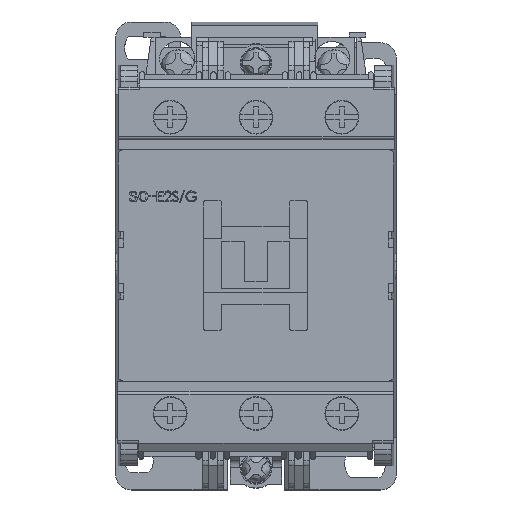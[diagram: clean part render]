
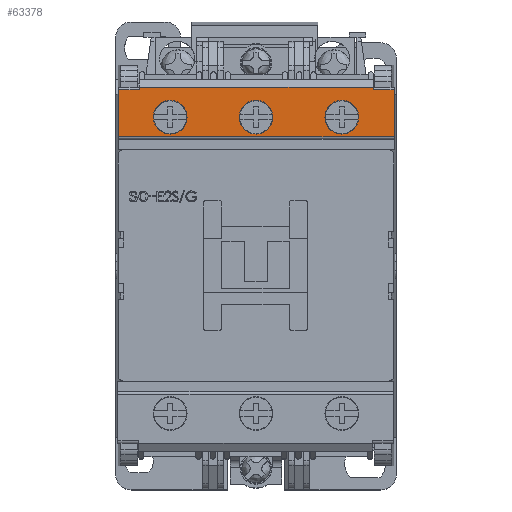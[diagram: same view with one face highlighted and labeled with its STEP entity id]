
A CAD part, top view. The second image highlights one B-rep face of the part: STEP entity #63378.
In plain terms, the highlighted planar face has unit normal (0, 0, 1).
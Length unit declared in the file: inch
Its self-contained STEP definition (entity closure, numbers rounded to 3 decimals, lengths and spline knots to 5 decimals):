
#3993 = DIRECTION ( 'NONE',  ( 0., 0., -1. ) ) ;
#4290 = EDGE_CURVE ( 'NONE', #57896, #5891, #43738, .T. ) ;
#5333 = DIRECTION ( 'NONE',  ( 0., -1., 0. ) ) ;
#5891 = VERTEX_POINT ( 'NONE', #99835 ) ;
#5972 = FACE_BOUND ( 'NONE', #23901, .T. ) ;
#6083 = CARTESIAN_POINT ( 'NONE',  ( 0.12795, 1.12205, 0.26772 ) ) ;
#6377 = CARTESIAN_POINT ( 'NONE',  ( -1.0405, 0.97441, 0.26772 ) ) ;
#8223 = LINE ( 'NONE', #64822, #47694 ) ;
#8426 = FACE_BOUND ( 'NONE', #15371, .T. ) ;
#8681 = CARTESIAN_POINT ( 'NONE',  ( 0.88864, 1.32874, 0.26772 ) ) ;
#9929 = CARTESIAN_POINT ( 'NONE',  ( -0.64961, 1.12205, 0.26772 ) ) ;
#10063 = CARTESIAN_POINT ( 'NONE',  ( 1.04612, 0.97441, 0.26772 ) ) ;
#10905 = CARTESIAN_POINT ( 'NONE',  ( -0.88301, 1.32874, 0.26772 ) ) ;
#11447 = CARTESIAN_POINT ( 'NONE',  ( 1.04612, 1.32874, 0.26772 ) ) ;
#14471 = AXIS2_PLACEMENT_3D ( 'NONE', #69963, #22787, #77859 ) ;
#14516 = AXIS2_PLACEMENT_3D ( 'NONE', #9929, #65025, #17804 ) ;
#15371 = EDGE_LOOP ( 'NONE', ( #90676, #16161 ) ) ;
#15715 = VECTOR ( 'NONE', #5333, 39.37008 ) ;
#16161 = ORIENTED_EDGE ( 'NONE', *, *, #83388, .T. ) ;
#17804 = DIRECTION ( 'NONE',  ( 1., 0., 0. ) ) ;
#18090 = CIRCLE ( 'NONE', #26408, 0.12795 ) ;
#19682 = LINE ( 'NONE', #10063, #100970 ) ;
#20320 = VECTOR ( 'NONE', #77392, 39.37008 ) ;
#20722 = ORIENTED_EDGE ( 'NONE', *, *, #70050, .T. ) ;
#21215 = ORIENTED_EDGE ( 'NONE', *, *, #4290, .T. ) ;
#21236 = CARTESIAN_POINT ( 'NONE',  ( 0., 1.12205, 0.26772 ) ) ;
#21664 = EDGE_CURVE ( 'NONE', #5891, #80832, #36689, .T. ) ;
#22440 = PLANE ( 'NONE',  #14471 ) ;
#22787 = DIRECTION ( 'NONE',  ( 0., 0., 1. ) ) ;
#23261 = AXIS2_PLACEMENT_3D ( 'NONE', #70446, #23296, #78328 ) ;
#23296 = DIRECTION ( 'NONE',  ( 0., 0., -1. ) ) ;
#23901 = EDGE_LOOP ( 'NONE', ( #98097, #71152 ) ) ;
#23958 = EDGE_CURVE ( 'NONE', #91615, #64289, #19682, .T. ) ;
#24686 = EDGE_CURVE ( 'NONE', #83579, #99855, #95195, .T. ) ;
#25060 = EDGE_CURVE ( 'NONE', #99855, #83579, #97469, .T. ) ;
#25101 = LINE ( 'NONE', #66101, #43560 ) ;
#25916 = DIRECTION ( 'NONE',  ( 0., -1., 0. ) ) ;
#26408 = AXIS2_PLACEMENT_3D ( 'NONE', #36635, #91664, #44534 ) ;
#26672 = CARTESIAN_POINT ( 'NONE',  ( 0.52165, 1.12205, 0.26772 ) ) ;
#27682 = CARTESIAN_POINT ( 'NONE',  ( 0.77756, 1.12205, 0.26772 ) ) ;
#28769 = CARTESIAN_POINT ( 'NONE',  ( -1.0405, 0.97441, 0.26772 ) ) ;
#29202 = DIRECTION ( 'NONE',  ( 1., 0., 0. ) ) ;
#31615 = DIRECTION ( 'NONE',  ( -1., 0., 0. ) ) ;
#33185 = DIRECTION ( 'NONE',  ( 0., 1., 0. ) ) ;
#34456 = DIRECTION ( 'NONE',  ( 0., 1., 0. ) ) ;
#36456 = CIRCLE ( 'NONE', #23261, 0.12795 ) ;
#36635 = CARTESIAN_POINT ( 'NONE',  ( 0.64961, 1.12205, 0.26772 ) ) ;
#36689 = LINE ( 'NONE', #28769, #15715 ) ;
#38575 = ORIENTED_EDGE ( 'NONE', *, *, #51126, .F. ) ;
#38838 = CIRCLE ( 'NONE', #14516, 0.12795 ) ;
#41906 = CARTESIAN_POINT ( 'NONE',  ( 0.64961, 1.12205, 0.26772 ) ) ;
#42271 = EDGE_CURVE ( 'NONE', #88292, #85649, #38838, .T. ) ;
#42687 = ORIENTED_EDGE ( 'NONE', *, *, #21664, .T. ) ;
#43045 = ORIENTED_EDGE ( 'NONE', *, *, #64503, .T. ) ;
#43145 = LINE ( 'NONE', #88931, #82520 ) ;
#43228 = VERTEX_POINT ( 'NONE', #8681 ) ;
#43560 = VECTOR ( 'NONE', #34456, 39.37008 ) ;
#43738 = LINE ( 'NONE', #69481, #20320 ) ;
#44534 = DIRECTION ( 'NONE',  ( 1., 0., 0. ) ) ;
#47694 = VECTOR ( 'NONE', #33185, 39.37008 ) ;
#47809 = ORIENTED_EDGE ( 'NONE', *, *, #100189, .F. ) ;
#49140 = EDGE_CURVE ( 'NONE', #43228, #101149, #8223, .T. ) ;
#49885 = DIRECTION ( 'NONE',  ( 1., 0., 0. ) ) ;
#51126 = EDGE_CURVE ( 'NONE', #57896, #94834, #25101, .T. ) ;
#51184 = CARTESIAN_POINT ( 'NONE',  ( 0., 1.12205, 0.26772 ) ) ;
#52738 = CARTESIAN_POINT ( 'NONE',  ( -0.88301, 1.34843, 0.26772 ) ) ;
#53705 = ORIENTED_EDGE ( 'NONE', *, *, #23958, .F. ) ;
#55495 = VECTOR ( 'NONE', #100985, 39.37008 ) ;
#57896 = VERTEX_POINT ( 'NONE', #10905 ) ;
#59086 = DIRECTION ( 'NONE',  ( 1., 0., 0. ) ) ;
#60499 = CIRCLE ( 'NONE', #100358, 0.12795 ) ;
#63378 = ADVANCED_FACE ( 'NONE', ( #5972, #8426, #87238, #66339 ), #22440, .T. ) ;
#63433 = AXIS2_PLACEMENT_3D ( 'NONE', #21236, #76310, #29202 ) ;
#64289 = VERTEX_POINT ( 'NONE', #97926 ) ;
#64312 = CARTESIAN_POINT ( 'NONE',  ( -0.52165, 1.12205, 0.26772 ) ) ;
#64503 = EDGE_CURVE ( 'NONE', #80832, #64289, #97258, .T. ) ;
#64822 = CARTESIAN_POINT ( 'NONE',  ( 0.88864, 1.32874, 0.26772 ) ) ;
#64926 = ORIENTED_EDGE ( 'NONE', *, *, #99567, .T. ) ;
#65025 = DIRECTION ( 'NONE',  ( 0., 0., -1. ) ) ;
#65893 = VERTEX_POINT ( 'NONE', #26672 ) ;
#66101 = CARTESIAN_POINT ( 'NONE',  ( -0.88301, 0., 0.26772 ) ) ;
#66339 = FACE_OUTER_BOUND ( 'NONE', #84369, .T. ) ;
#67186 = ORIENTED_EDGE ( 'NONE', *, *, #77156, .T. ) ;
#69481 = CARTESIAN_POINT ( 'NONE',  ( -1.0405, 1.32874, 0.26772 ) ) ;
#69656 = CARTESIAN_POINT ( 'NONE',  ( -0.77756, 1.12205, 0.26772 ) ) ;
#69963 = CARTESIAN_POINT ( 'NONE',  ( -1.0405, 1.32874, 0.26772 ) ) ;
#70050 = EDGE_CURVE ( 'NONE', #91615, #43228, #70823, .T. ) ;
#70446 = CARTESIAN_POINT ( 'NONE',  ( -0.64961, 1.12205, 0.26772 ) ) ;
#70823 = LINE ( 'NONE', #86638, #91741 ) ;
#71152 = ORIENTED_EDGE ( 'NONE', *, *, #24686, .T. ) ;
#71781 = VERTEX_POINT ( 'NONE', #27682 ) ;
#76310 = DIRECTION ( 'NONE',  ( 0., 0., -1. ) ) ;
#77156 = EDGE_CURVE ( 'NONE', #71781, #65893, #18090, .T. ) ;
#77392 = DIRECTION ( 'NONE',  ( -1., 0., 0. ) ) ;
#77859 = DIRECTION ( 'NONE',  ( 0., -1., 0. ) ) ;
#78328 = DIRECTION ( 'NONE',  ( 1., 0., 0. ) ) ;
#80555 = AXIS2_PLACEMENT_3D ( 'NONE', #51184, #3993, #59086 ) ;
#80664 = CARTESIAN_POINT ( 'NONE',  ( -0.12795, 1.12205, 0.26772 ) ) ;
#80832 = VERTEX_POINT ( 'NONE', #100155 ) ;
#82520 = VECTOR ( 'NONE', #96846, 39.37008 ) ;
#83388 = EDGE_CURVE ( 'NONE', #85649, #88292, #36456, .T. ) ;
#83579 = VERTEX_POINT ( 'NONE', #80664 ) ;
#84369 = EDGE_LOOP ( 'NONE', ( #20722, #85432, #47809, #38575, #21215, #42687, #43045, #53705 ) ) ;
#85432 = ORIENTED_EDGE ( 'NONE', *, *, #49140, .T. ) ;
#85649 = VERTEX_POINT ( 'NONE', #69656 ) ;
#86638 = CARTESIAN_POINT ( 'NONE',  ( -1.0405, 1.32874, 0.26772 ) ) ;
#87238 = FACE_BOUND ( 'NONE', #88040, .T. ) ;
#88040 = EDGE_LOOP ( 'NONE', ( #67186, #64926 ) ) ;
#88069 = CARTESIAN_POINT ( 'NONE',  ( 0.88864, 1.34843, 0.26772 ) ) ;
#88292 = VERTEX_POINT ( 'NONE', #64312 ) ;
#88931 = CARTESIAN_POINT ( 'NONE',  ( -0.23341, 1.34843, 0.26772 ) ) ;
#90676 = ORIENTED_EDGE ( 'NONE', *, *, #42271, .T. ) ;
#91615 = VERTEX_POINT ( 'NONE', #11447 ) ;
#91664 = DIRECTION ( 'NONE',  ( 0., 0., -1. ) ) ;
#91741 = VECTOR ( 'NONE', #31615, 39.37008 ) ;
#94834 = VERTEX_POINT ( 'NONE', #52738 ) ;
#95195 = CIRCLE ( 'NONE', #63433, 0.12795 ) ;
#96846 = DIRECTION ( 'NONE',  ( 1., 0., 0. ) ) ;
#96958 = DIRECTION ( 'NONE',  ( 0., 0., -1. ) ) ;
#97258 = LINE ( 'NONE', #6377, #55495 ) ;
#97469 = CIRCLE ( 'NONE', #80555, 0.12795 ) ;
#97926 = CARTESIAN_POINT ( 'NONE',  ( 1.04612, 0.97441, 0.26772 ) ) ;
#98097 = ORIENTED_EDGE ( 'NONE', *, *, #25060, .T. ) ;
#99567 = EDGE_CURVE ( 'NONE', #65893, #71781, #60499, .T. ) ;
#99835 = CARTESIAN_POINT ( 'NONE',  ( -1.0405, 1.32874, 0.26772 ) ) ;
#99855 = VERTEX_POINT ( 'NONE', #6083 ) ;
#100155 = CARTESIAN_POINT ( 'NONE',  ( -1.0405, 0.97441, 0.26772 ) ) ;
#100189 = EDGE_CURVE ( 'NONE', #94834, #101149, #43145, .T. ) ;
#100358 = AXIS2_PLACEMENT_3D ( 'NONE', #41906, #96958, #49885 ) ;
#100970 = VECTOR ( 'NONE', #25916, 39.37008 ) ;
#100985 = DIRECTION ( 'NONE',  ( 1., 0., 0. ) ) ;
#101149 = VERTEX_POINT ( 'NONE', #88069 ) ;
